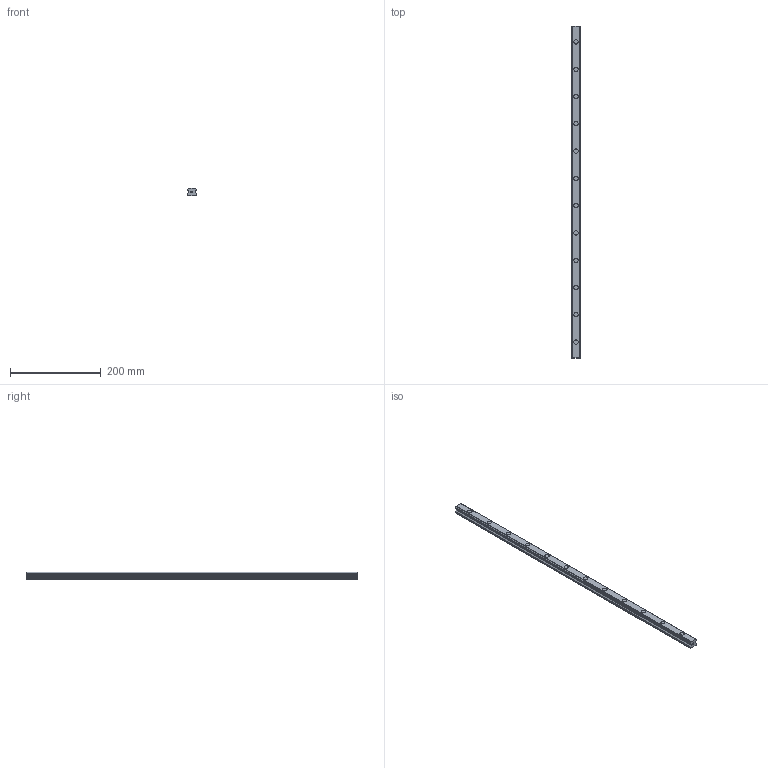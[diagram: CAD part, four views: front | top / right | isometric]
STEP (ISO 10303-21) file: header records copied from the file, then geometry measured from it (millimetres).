
FILE_DESCRIPTION(('STEP AP214'),'1');
FILE_NAME('cctmp_CC6EC99B-138D-49EB-B9E4-7A3C75D410AF_2020_5_19_8_25_46_44..stp','2020-05-19T06:25:46',('HIWIN GmbH'),('CADClick - www.CADClick.com'),'Spatial InterOp 3D',' ','unknown authorization');
FILE_SCHEMA(('AUTOMOTIVE_DESIGN'));
Length unit declared in the file: millimetre
Products named in the file (1): HGR20R730H_FILE
Bounding box: 20 x 730 x 17.5 mm (x, y, z)
Volume: 208831.5 mm3; surface area: 62274.1 mm2
Topology: 1 solids, 1 shells, 215 faces, 519 edges, 346 vertices
Faces by surface type: plane 121, cylinder 94
Entity records: 8065 total; most frequent: DIRECTION 1139, CARTESIAN_POINT 1081, ORIENTED_EDGE 1038, EDGE_CURVE 519, AXIS2_PLACEMENT_3D 404, VERTEX_POINT 346, LINE 331, VECTOR 331
